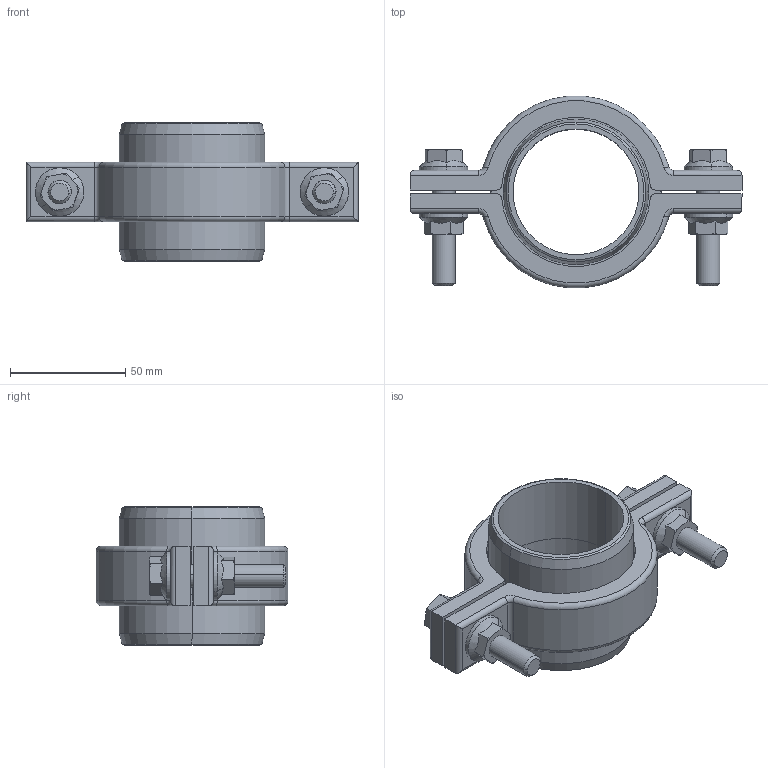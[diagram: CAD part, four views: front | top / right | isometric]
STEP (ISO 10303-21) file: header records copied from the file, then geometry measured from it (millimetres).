
FILE_DESCRIPTION (( 'STEP AP203' ), '1' );
FILE_NAME ('14-503-390_outokumpu.step', '2015-08-13T12:56:35', ( '' ), ( '' ), 'SwSTEP 2.0', 'SolidWorks 2008', '' );
FILE_SCHEMA (( 'CONFIG_CONTROL_DESIGN' ));
Length unit declared in the file: millimetre
Products named in the file (6): 14-503-390_outokumpu; screw-fb1050a2_outokumpu_screw-fb1050a2_outokumpu; nipple-63-555-090_outokumpu_nipple-63-555-090_outokumpu; o-ring-13-333-057_outokumpu_o-ring-13-333-057_outokumpu; clamp-63-888-060_outokumpu_clamp-63-888-060_outokumpu; nut-fn10a2_outokumpu_nut-fn10a2_outokumpu
Assembly tree (9 placements, depth 2):
  14-503-390_outokumpu
    nut-fn10a2_outokumpu_nut-fn10a2_outokumpu  x2
    clamp-63-888-060_outokumpu_clamp-63-888-060_outokumpu  x2
    o-ring-13-333-057_outokumpu_o-ring-13-333-057_outokumpu
    nipple-63-555-090_outokumpu_nipple-63-555-090_outokumpu  x2
    screw-fb1050a2_outokumpu_screw-fb1050a2_outokumpu  x2
Bounding box: 143.89 x 83.03 x 60 mm (x, y, z)
Volume: 142010.3 mm3; surface area: 69321.6 mm2
Topology: 9 solids, 9 shells, 218 faces, 512 edges, 316 vertices
Faces by surface type: cylinder 72, plane 62, cone 56, torus 28
Entity records: 4090 total; most frequent: CARTESIAN_POINT 769, DIRECTION 582, ORIENTED_EDGE 520, EDGE_CURVE 260, AXIS2_PLACEMENT_3D 241, VERTEX_POINT 160, EDGE_LOOP 122, CIRCLE 118
